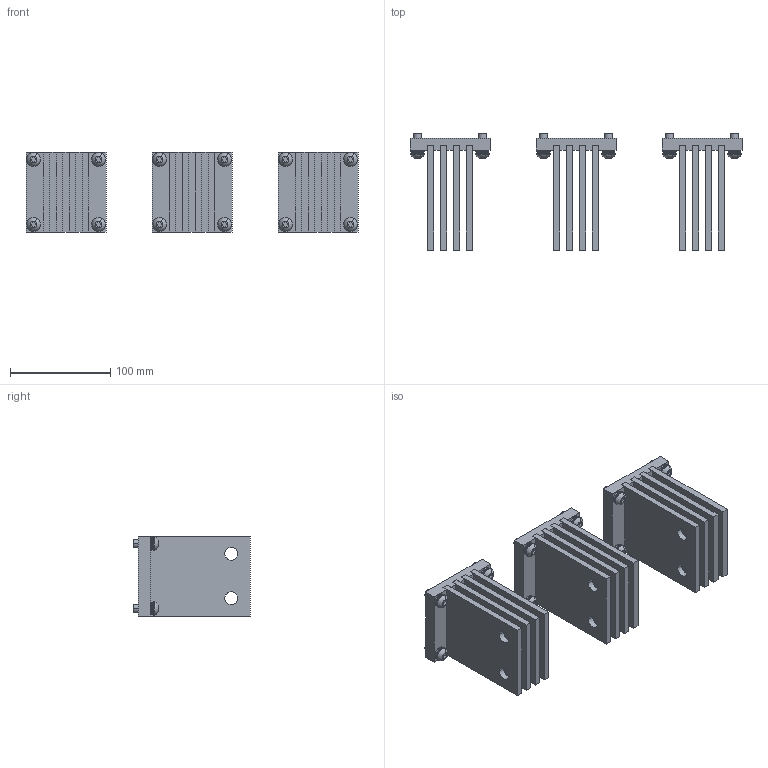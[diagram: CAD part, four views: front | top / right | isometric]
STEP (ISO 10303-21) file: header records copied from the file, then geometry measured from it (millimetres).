
FILE_DESCRIPTION(('CATIA V5 STEP Exchange'),'2;1');
FILE_NAME('1SDH001336R0193_E4.2_W_III_TERMINALS_VR_UL_LOWER_2500A.stp','2014-09-18T15:45:25+00:00',('none'),('none'),'CATIA Version 5 Release 20 SP 6 (IN-10)','CATIA V5 STEP AP214','none');
FILE_SCHEMA(('AUTOMOTIVE_DESIGN { 1 0 10303 214 1 1 1 1 }'));
Length unit declared in the file: millimetre
Products named in the file (1): E4.2_W_III_TERMINALS_VR_UL_LOWER_2500A_AllCATPart
Bounding box: 332 x 116.5 x 80 mm (x, y, z)
Volume: 797954.9 mm3; surface area: 306397.7 mm2
Topology: 51 solids, 51 shells, 762 faces, 1812 edges, 1176 vertices
Faces by surface type: plane 330, cylinder 240, torus 168, revolution 24
Entity records: 21592 total; most frequent: CARTESIAN_POINT 4486, ORIENTED_EDGE 3624, DIRECTION 2814, EDGE_CURVE 1812, AXIS2_PLACEMENT_3D 1378, VERTEX_POINT 1176, EDGE_LOOP 882, VECTOR 852
